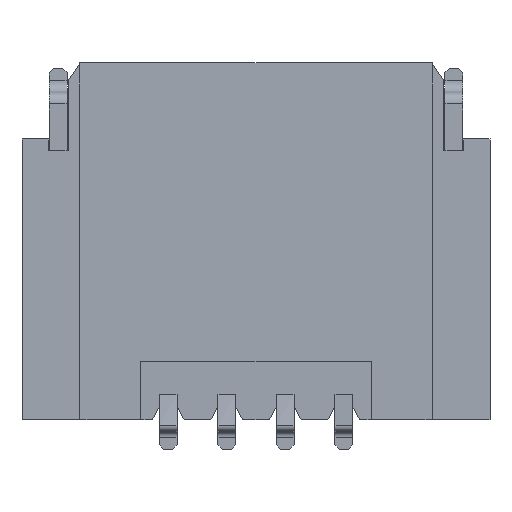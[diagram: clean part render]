
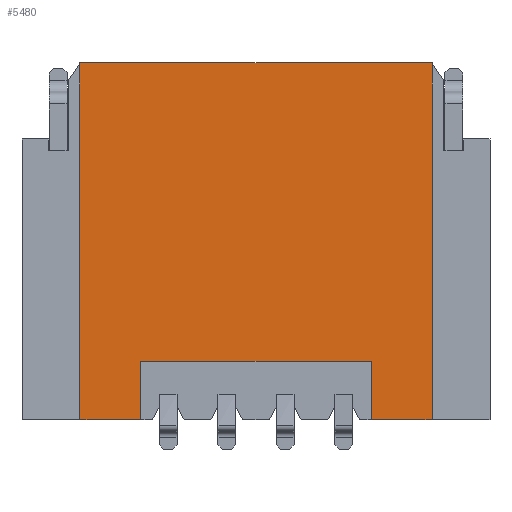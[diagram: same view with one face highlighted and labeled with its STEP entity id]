
A CAD part, front view. The second image highlights one B-rep face of the part: STEP entity #5480.
In plain terms, the highlighted planar face has unit normal (0, -1, 0).
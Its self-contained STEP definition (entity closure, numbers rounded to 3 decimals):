
#120 = DIRECTION ( 'NONE',  ( 1., 0., 0. ) ) ;
#890 = CARTESIAN_POINT ( 'NONE',  ( 2.18, 0.03, 0. ) ) ;
#921 = EDGE_CURVE ( 'NONE', #4940, #10656, #1348, .T. ) ;
#1013 = DIRECTION ( 'NONE',  ( 0., 0., -1. ) ) ;
#1050 = FACE_OUTER_BOUND ( 'NONE', #4710, .T. ) ;
#1348 = LINE ( 'NONE', #6654, #2304 ) ;
#2304 = VECTOR ( 'NONE', #9223, 1000. ) ;
#2335 = LINE ( 'NONE', #16090, #11941 ) ;
#2369 = ORIENTED_EDGE ( 'NONE', *, *, #11415, .T. ) ;
#2691 = LINE ( 'NONE', #9089, #8816 ) ;
#2921 = VECTOR ( 'NONE', #12680, 1000. ) ;
#3700 = CARTESIAN_POINT ( 'NONE',  ( 0., 0.03, 0. ) ) ;
#3775 = LINE ( 'NONE', #15280, #2921 ) ;
#3856 = PLANE ( 'NONE',  #15407 ) ;
#3889 = VERTEX_POINT ( 'NONE', #9521 ) ;
#4033 = LINE ( 'NONE', #16384, #4580 ) ;
#4493 = VERTEX_POINT ( 'NONE', #6970 ) ;
#4539 = CARTESIAN_POINT ( 'NONE',  ( -0.31, 0.03, -2.55 ) ) ;
#4580 = VECTOR ( 'NONE', #10051, 1000. ) ;
#4710 = EDGE_LOOP ( 'NONE', ( #9374, #14498, #10633, #12458, #8013, #6273, #16145, #2369 ) ) ;
#4940 = VERTEX_POINT ( 'NONE', #890 ) ;
#4991 = EDGE_CURVE ( 'NONE', #6018, #3889, #9702, .T. ) ;
#5168 = CARTESIAN_POINT ( 'NONE',  ( -0.31, 0.03, -2.55 ) ) ;
#5480 = ADVANCED_FACE ( 'NONE', ( #1050 ), #3856, .T. ) ;
#5556 = CARTESIAN_POINT ( 'NONE',  ( -0.83, 0.03, -3.05 ) ) ;
#6018 = VERTEX_POINT ( 'NONE', #5168 ) ;
#6105 = DIRECTION ( 'NONE',  ( 0., 0., 1. ) ) ;
#6114 = DIRECTION ( 'NONE',  ( 0., 0., -1. ) ) ;
#6253 = VECTOR ( 'NONE', #11802, 1000. ) ;
#6273 = ORIENTED_EDGE ( 'NONE', *, *, #10585, .T. ) ;
#6654 = CARTESIAN_POINT ( 'NONE',  ( 0.5, 0.03, 0. ) ) ;
#6970 = CARTESIAN_POINT ( 'NONE',  ( -0.31, 0.03, -3.05 ) ) ;
#7804 = VERTEX_POINT ( 'NONE', #5556 ) ;
#8013 = ORIENTED_EDGE ( 'NONE', *, *, #921, .T. ) ;
#8303 = VERTEX_POINT ( 'NONE', #10723 ) ;
#8816 = VECTOR ( 'NONE', #120, 1000. ) ;
#9089 = CARTESIAN_POINT ( 'NONE',  ( 1.66, 0.03, -3.05 ) ) ;
#9116 = VERTEX_POINT ( 'NONE', #10830 ) ;
#9223 = DIRECTION ( 'NONE',  ( -1., 0., 0. ) ) ;
#9374 = ORIENTED_EDGE ( 'NONE', *, *, #4991, .T. ) ;
#9521 = CARTESIAN_POINT ( 'NONE',  ( 1.66, 0.03, -2.55 ) ) ;
#9702 = LINE ( 'NONE', #4539, #12720 ) ;
#10051 = DIRECTION ( 'NONE',  ( 1., 0., 0. ) ) ;
#10585 = EDGE_CURVE ( 'NONE', #10656, #7804, #2335, .T. ) ;
#10633 = ORIENTED_EDGE ( 'NONE', *, *, #12828, .T. ) ;
#10656 = VERTEX_POINT ( 'NONE', #14386 ) ;
#10723 = CARTESIAN_POINT ( 'NONE',  ( 2.18, 0.03, -3.05 ) ) ;
#10830 = CARTESIAN_POINT ( 'NONE',  ( 1.66, 0.03, -3.05 ) ) ;
#11190 = VECTOR ( 'NONE', #6105, 1000. ) ;
#11285 = DIRECTION ( 'NONE',  ( 0., -1., 0. ) ) ;
#11415 = EDGE_CURVE ( 'NONE', #4493, #6018, #13615, .T. ) ;
#11514 = EDGE_CURVE ( 'NONE', #3889, #9116, #3775, .T. ) ;
#11802 = DIRECTION ( 'NONE',  ( 0., 0., 1. ) ) ;
#11941 = VECTOR ( 'NONE', #1013, 1000. ) ;
#12439 = CARTESIAN_POINT ( 'NONE',  ( -0.31, 0.03, -3.05 ) ) ;
#12458 = ORIENTED_EDGE ( 'NONE', *, *, #15827, .T. ) ;
#12680 = DIRECTION ( 'NONE',  ( 0., 0., -1. ) ) ;
#12720 = VECTOR ( 'NONE', #14798, 1000. ) ;
#12828 = EDGE_CURVE ( 'NONE', #9116, #8303, #2691, .T. ) ;
#13615 = LINE ( 'NONE', #12439, #11190 ) ;
#13852 = CARTESIAN_POINT ( 'NONE',  ( 2.18, 0.03, -3.05 ) ) ;
#14093 = EDGE_CURVE ( 'NONE', #7804, #4493, #4033, .T. ) ;
#14386 = CARTESIAN_POINT ( 'NONE',  ( -0.83, 0.03, 0. ) ) ;
#14498 = ORIENTED_EDGE ( 'NONE', *, *, #11514, .T. ) ;
#14798 = DIRECTION ( 'NONE',  ( 1., 0., 0. ) ) ;
#15280 = CARTESIAN_POINT ( 'NONE',  ( 1.66, 0.03, -2.55 ) ) ;
#15407 = AXIS2_PLACEMENT_3D ( 'NONE', #3700, #11285, #6114 ) ;
#15827 = EDGE_CURVE ( 'NONE', #8303, #4940, #16351, .T. ) ;
#16090 = CARTESIAN_POINT ( 'NONE',  ( -0.83, 0.03, 0. ) ) ;
#16145 = ORIENTED_EDGE ( 'NONE', *, *, #14093, .T. ) ;
#16351 = LINE ( 'NONE', #13852, #6253 ) ;
#16384 = CARTESIAN_POINT ( 'NONE',  ( -0.83, 0.03, -3.05 ) ) ;
